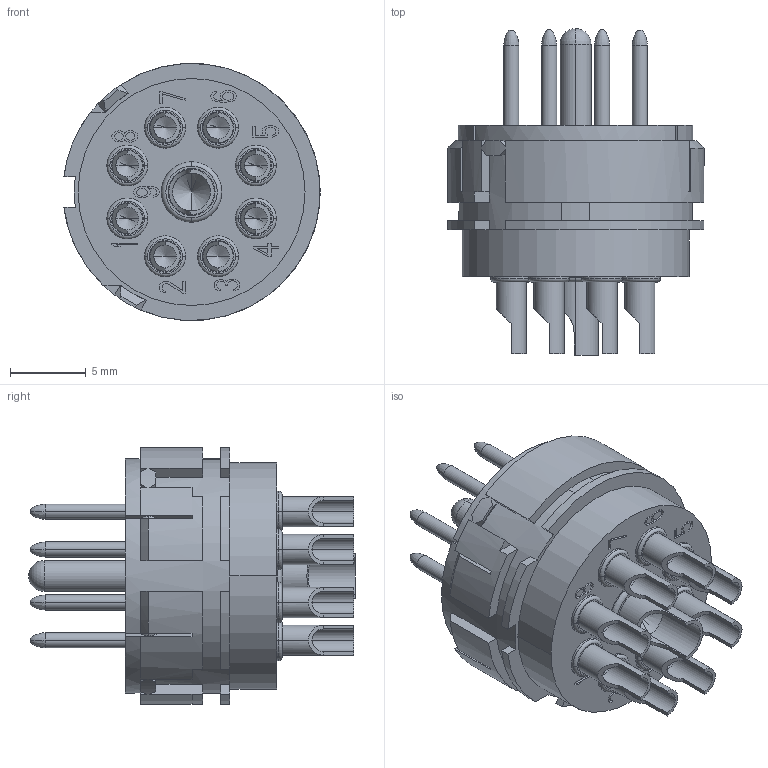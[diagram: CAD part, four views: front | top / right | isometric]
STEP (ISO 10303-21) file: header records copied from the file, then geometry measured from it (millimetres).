
FILE_DESCRIPTION((''),'2;1');
FILE_NAME('HR23-009-MST_SW0001','2017-07-12T',('y.wang'),(''),'PRO/ENGINEER BY PARAMETRIC TECHNOLOGY CORPORATION, 2012480','PRO/ENGINEER BY PARAMETRIC TECHNOLOGY CORPORATION, 2012480','');
FILE_SCHEMA(('CONFIG_CONTROL_DESIGN'));
Length unit declared in the file: millimetre
Products named in the file (1): HR23-009-MST_SW0001
Bounding box: 16.94 x 21.6 x 16.97 mm (x, y, z)
Volume: 2017.3 mm3; surface area: 3538.6 mm2
Topology: 1 solids, 1 shells, 1260 faces, 3437 edges, 2215 vertices
Faces by surface type: plane 920, cylinder 201, cone 68, torus 53, bspline 16, sphere 2
Entity records: 41784 total; most frequent: CARTESIAN_POINT 9774, ORIENTED_EDGE 6834, DIRECTION 6378, EDGE_CURVE 3417, VECTOR 2684, LINE 2684, VERTEX_POINT 2215, AXIS2_PLACEMENT_3D 1847
